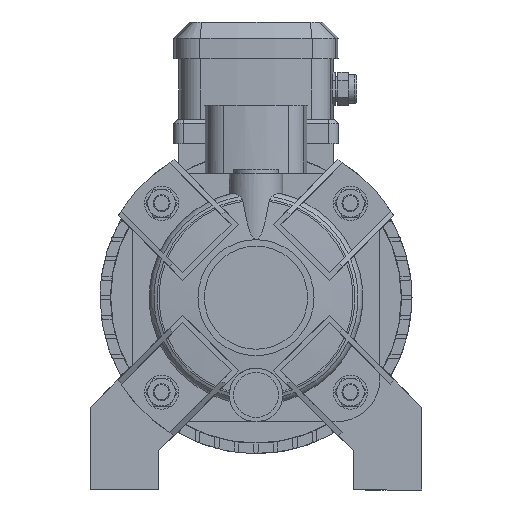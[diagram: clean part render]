
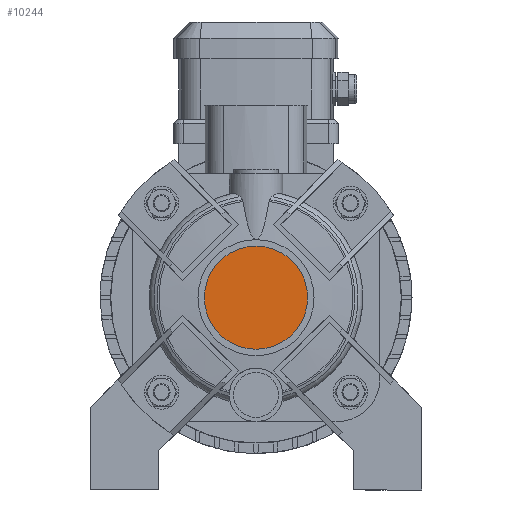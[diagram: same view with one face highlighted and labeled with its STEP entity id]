
A CAD part, left-side view. The second image highlights one B-rep face of the part: STEP entity #10244.
In plain terms, the highlighted planar face has unit normal (-1, 0, 0).
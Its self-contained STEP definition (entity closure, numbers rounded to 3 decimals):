
#2126=PLANE('',#11010);
#2619=FACE_OUTER_BOUND('',#3261,.T.);
#3261=EDGE_LOOP('',(#7521));
#3942=CIRCLE('',#11011,24.15);
#4541=VERTEX_POINT('',#16190);
#5674=EDGE_CURVE('',#4541,#4541,#3942,.T.);
#7521=ORIENTED_EDGE('',*,*,#5674,.F.);
#10244=ADVANCED_FACE('',(#2619),#2126,.T.);
#11010=AXIS2_PLACEMENT_3D('',#16189,#12450,#12451);
#11011=AXIS2_PLACEMENT_3D('',#16191,#12452,#12453);
#12450=DIRECTION('center_axis',(-1.,0.,0.));
#12451=DIRECTION('ref_axis',(0.,0.,1.));
#12452=DIRECTION('center_axis',(1.,0.,0.));
#12453=DIRECTION('ref_axis',(0.,1.,0.));
#16189=CARTESIAN_POINT('Origin',(-113.4,25.65,90.));
#16190=CARTESIAN_POINT('',(-113.4,24.15,90.));
#16191=CARTESIAN_POINT('Origin',(-113.4,0.,90.));
